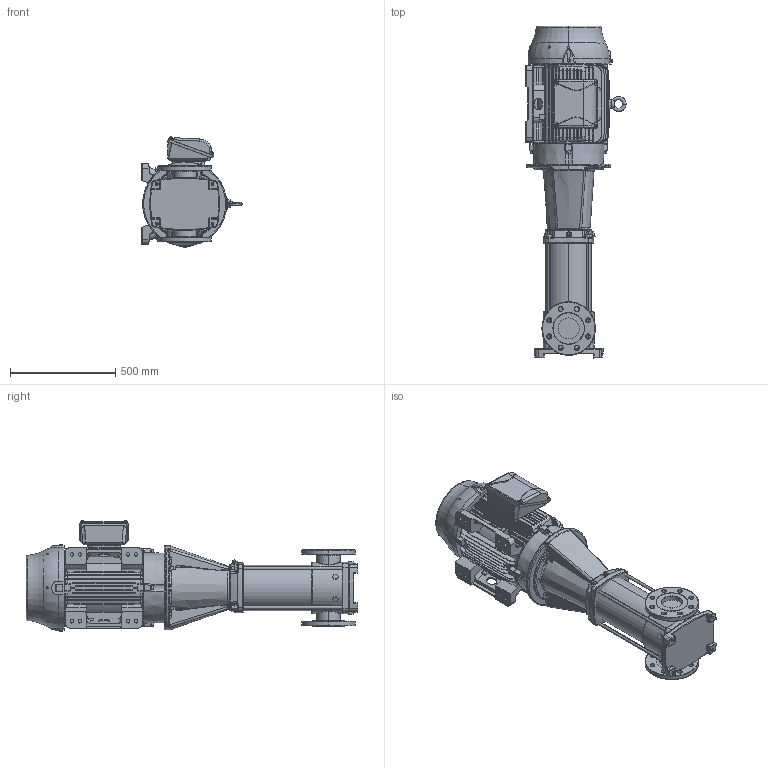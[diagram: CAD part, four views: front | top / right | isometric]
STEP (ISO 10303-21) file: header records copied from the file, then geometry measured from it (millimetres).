
FILE_DESCRIPTION (( 'STEP AP203' ), '1' );
FILE_NAME ('3303142 - MVI-320-4-50 HP-326TSC-304-E-230_460~3.step', '2022-03-30T20:09:49', ( '' ), ( '' ), 'SwSTEP 2.0', 'SolidWorks 2021', '' );
FILE_SCHEMA (( 'CONFIG_CONTROL_DESIGN' ));
Length unit declared in the file: inch
Products named in the file (5): 2704073 - NEMA V2 50HP 324_6TSC 230_460~3 TEFC; TEFC MOTOR_2704073 - NEMA V2 50HP 324_6TSC 230_460~3 TEFC; 3303142 - MVI-320-4-50 HP-326TSC-304-E-230_460~3; SBI(N)64-4; MVI PEO - [304-EPDM]_3304142 - MVI-320-4-50 HP-326TSC-304-E-S
Assembly tree (4 placements, depth 3):
  3303142 - MVI-320-4-50 HP-326TSC-304-E-230_460~3
    MVI PEO - [304-EPDM]_3304142 - MVI-320-4-50 HP-326TSC-304-E-S
      SBI(N)64-4
    TEFC MOTOR_2704073 - NEMA V2 50HP 324_6TSC 230_460~3 TEFC
      2704073 - NEMA V2 50HP 324_6TSC 230_460~3 TEFC
Bounding box: 476.19 x 1578.41 x 525.98 mm (x, y, z)
Volume: 115689756.9 mm3; surface area: 4030654.2 mm2
Topology: 8 solids, 21 shells, 3041 faces, 8228 edges, 5305 vertices
Faces by surface type: cylinder 1014, plane 960, bspline 739, cone 234, torus 92, sphere 2
Entity records: 145153 total; most frequent: CARTESIAN_POINT 75823, ORIENTED_EDGE 16350, DIRECTION 11879, EDGE_CURVE 8175, VERTEX_POINT 5304, AXIS2_PLACEMENT_3D 4643, EDGE_LOOP 3257, FACE_OUTER_BOUND 3041
